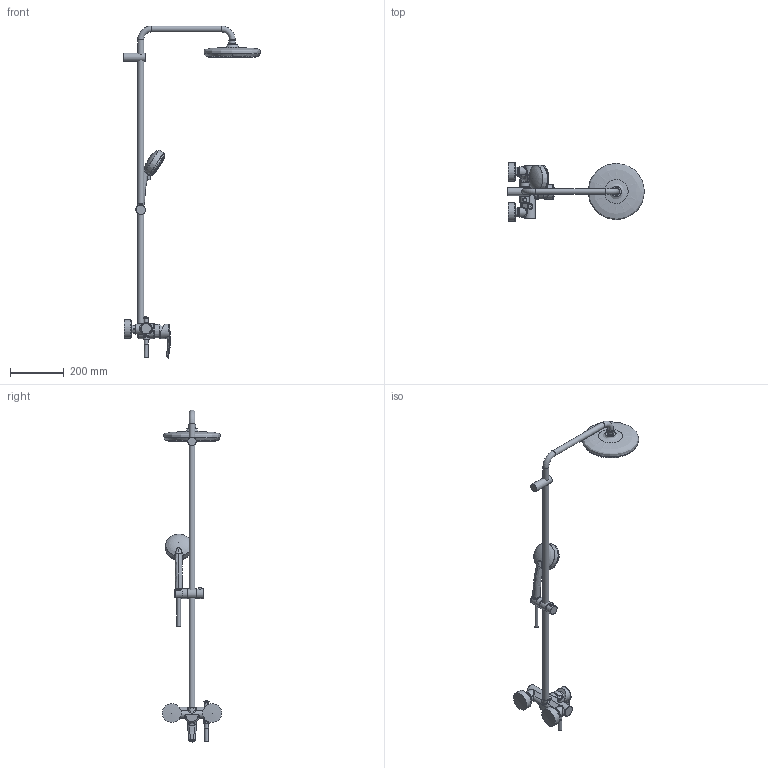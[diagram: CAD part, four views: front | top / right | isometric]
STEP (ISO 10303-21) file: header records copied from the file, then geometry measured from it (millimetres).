
FILE_DESCRIPTION(/* description */ ('Unknown'),/* implementation_level */ '2;1');
FILE_NAME(/* name */ '26224001',/* time_stamp */ '2022-09-01T16:39:30+02:00',/* author */ ('Unknown'),/* organization */ ('GROHE AG'),/* preprocessor_version */ 'ST-DEVELOPER v16.7',/* originating_system */ 'DEX',/* authorisation */ $);
FILE_SCHEMA (('AUTOMOTIVE_DESIGN {1 0 10303 214 3 1 1}'));
Length unit declared in the file: millimetre
Products named in the file (31): 26224001; 26224001_0; 26224001_1; 26224001_2; plane; 26224001_3; 26224001_4; 26224001_5; 26224001_6; extrude#; trim_sur; 26224001_7; 26224001_8; 26224001_9; 26224001_10; 26224001_11; 26224001_12; 26224001_13; 26224001_14; 26224001_15; 26224001_16; 26224001_17; 26224001_18; 50.9697.1_Standard; A_4282152_eurostyle_basin mixer_lever head; 26224001_19; 26224001_20; 26224001_21; 26224001_22; 26224001_23
Assembly tree (30 placements, depth 2):
  26224001
    26224001
    26224001_0
    26224001_1
    26224001_2
    plane
    26224001_3
    26224001_4
    26224001_5
    26224001_6
    extrude#
    trim_sur
    26224001_7
    26224001_8
    26224001_9
    26224001_10
    26224001_11
    26224001_12
    26224001_13
    26224001_14
    26224001_15
    26224001_16
    26224001_17
    26224001_18
    50.9697.1_Standard
    A_4282152_eurostyle_basin mixer_lever head
    26224001_19
    26224001_20
    26224001_21
    26224001_22
    26224001_23
Bounding box: 509.15 x 220 x 1234.35 mm (x, y, z)
Volume: 3073287.7 mm3; surface area: 666778.8 mm2
Topology: 30 solids, 33 shells, 1949 faces, 5885 edges, 4159 vertices
Faces by surface type: bspline 1184, cylinder 320, plane 165, torus 140, cone 129, sphere 11
Full cylindrical faces by diameter (mm): 2.8 x52, 4 x126, 14 x3, 15 x2, 15.196 x1, 15.3 x1, 16 x1, 16.9 x1, 18 x1, 18.196 x1, 18.2 x1, 18.5 x1, 19.9 x1, 20.955 x2, 20.96 x1, 21 x1, 22 x3, 22.6 x1, 23 x1, 24 x2, 31.3 x1, 31.8 x1, 32 x1, 33.4 x2, 36 x3, 40 x1, 54 x1, 55 x1, 70 x2, 80.5 x1
Entity records: 114655 total; most frequent: CARTESIAN_POINT 76339, ORIENTED_EDGE 9268, EDGE_CURVE 4634, VERTEX_POINT 3610, B_SPLINE_CURVE_WITH_KNOTS 3594, DIRECTION 3488, FACE_BOUND 2808, EDGE_LOOP 2806
